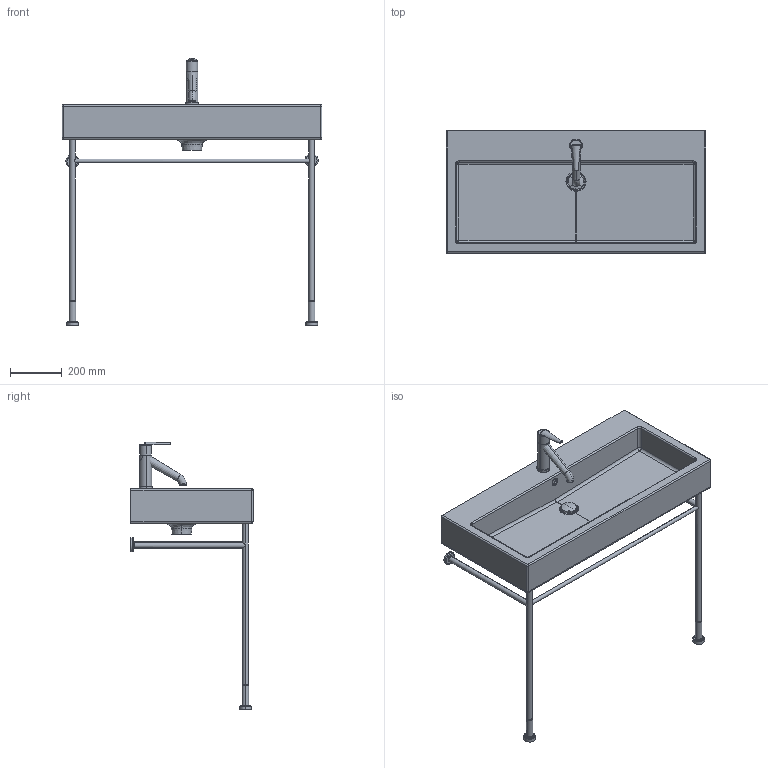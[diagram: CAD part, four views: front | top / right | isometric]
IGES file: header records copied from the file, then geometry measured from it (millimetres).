
Global section: file name: No Iges File Name specified; native system: AutoDesk Inventor R11.0; preprocessor: AutoDesk Inventor Iges Exporter R11.0; author: No Author specified; organization: No Organization specified; date: 20081118.224127; units: millimetre
Bounding box: 1000 x 470 x 1029.34 mm (x, y, z)
Volume: 24926650.4 mm3; surface area: 2001338.1 mm2
Topology: 8 solids, 8 shells, 222 faces, 522 edges, 315 vertices
Faces by surface type: cylinder 56, plane 54, revolution 36, torus 30, bspline 28, cone 16, sphere 2
